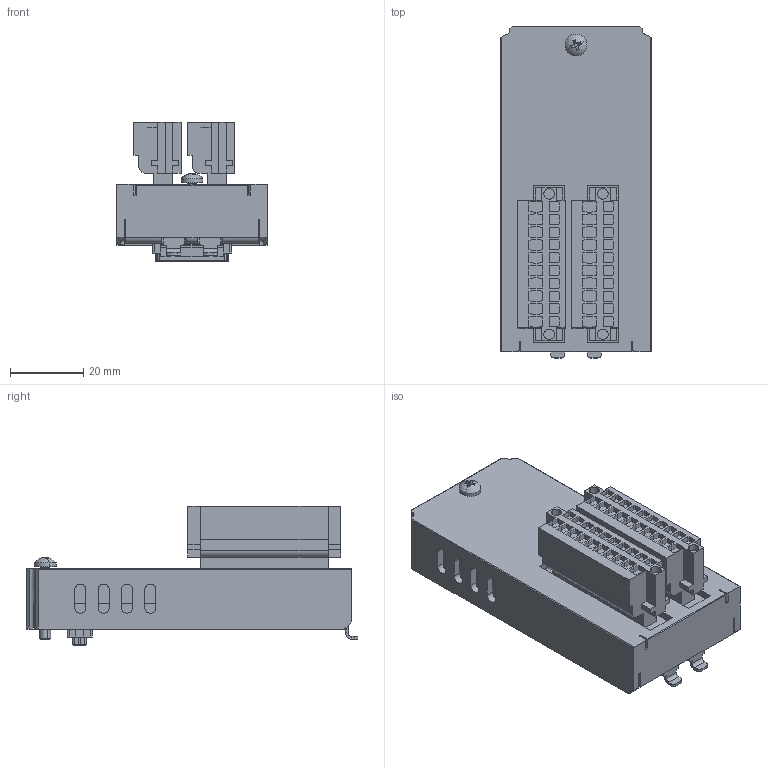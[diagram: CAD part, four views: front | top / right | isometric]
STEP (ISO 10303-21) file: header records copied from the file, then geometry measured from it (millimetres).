
FILE_DESCRIPTION (( 'STEP AP203' ), '1' );
FILE_NAME ('PLI O6.STEP', '2020-05-07T12:35:42', ( '' ), ( '' ), 'SwSTEP 2.0', 'SolidWorks 2020', '' );
FILE_SCHEMA (( 'CONFIG_CONTROL_DESIGN' ));
Length unit declared in the file: millimetre
Products named in the file (1): PLI O6
Bounding box: 41.2 x 90.92 x 38.35 mm (x, y, z)
Volume: 69057 mm3; surface area: 23515.5 mm2
Topology: 1 solids, 5 shells, 968 faces, 2566 edges, 1658 vertices
Faces by surface type: plane 674, cylinder 238, bspline 24, torus 20, sphere 10, cone 2
Entity records: 31192 total; most frequent: CARTESIAN_POINT 6854, ORIENTED_EDGE 5132, DIRECTION 4905, EDGE_CURVE 2566, VECTOR 1899, LINE 1899, VERTEX_POINT 1658, AXIS2_PLACEMENT_3D 1503
